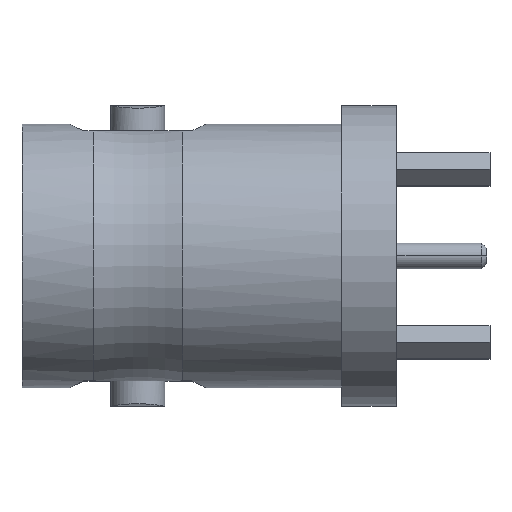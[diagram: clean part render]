
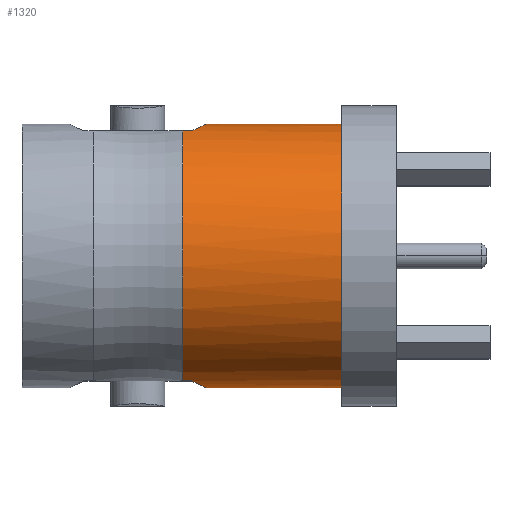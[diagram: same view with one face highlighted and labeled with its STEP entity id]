
A CAD part, top view. The second image highlights one B-rep face of the part: STEP entity #1320.
In plain terms, the highlighted cylindrical face has radius 4.825 mm (diameter 9.65 mm), a partial arc.
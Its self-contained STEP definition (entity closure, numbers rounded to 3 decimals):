
#157=DIRECTION('',(-1.,0.,0.));
#158=VECTOR('',#157,4.96);
#159=CARTESIAN_POINT('',(11.7,-4.825,0.));
#160=LINE('',#159,#158);
#166=DIRECTION('',(-1.,0.,0.));
#167=VECTOR('',#166,4.96);
#168=CARTESIAN_POINT('',(11.7,4.825,0.));
#169=LINE('',#168,#167);
#380=DIRECTION('',(1.,0.,0.));
#381=VECTOR('',#380,0.339);
#382=CARTESIAN_POINT('',(5.876,4.575,1.533));
#383=LINE('',#382,#381);
#384=CARTESIAN_POINT('',(6.74,4.825,0.));
#385=CARTESIAN_POINT('',(6.74,4.825,0.07));
#386=CARTESIAN_POINT('',(6.734,4.822,0.209));
#387=CARTESIAN_POINT('',(6.708,4.808,0.417));
#388=CARTESIAN_POINT('',(6.665,4.786,0.621));
#389=CARTESIAN_POINT('',(6.605,4.756,0.82));
#390=CARTESIAN_POINT('',(6.529,4.719,1.012));
#391=CARTESIAN_POINT('',(6.439,4.676,1.195));
#392=CARTESIAN_POINT('',(6.335,4.628,1.37));
#393=CARTESIAN_POINT('',(6.256,4.593,1.48));
#394=CARTESIAN_POINT('',(6.215,4.575,1.533));
#396=CARTESIAN_POINT('',(11.7,0.,0.));
#397=DIRECTION('',(1.,0.,0.));
#398=DIRECTION('',(0.,1.,0.));
#399=AXIS2_PLACEMENT_3D('',#396,#397,#398);
#401=CARTESIAN_POINT('',(6.215,-4.575,1.533));
#402=CARTESIAN_POINT('',(6.256,-4.593,1.48));
#403=CARTESIAN_POINT('',(6.335,-4.628,1.37));
#404=CARTESIAN_POINT('',(6.439,-4.676,1.195));
#405=CARTESIAN_POINT('',(6.53,-4.719,1.011));
#406=CARTESIAN_POINT('',(6.605,-4.756,0.819));
#407=CARTESIAN_POINT('',(6.665,-4.786,0.621));
#408=CARTESIAN_POINT('',(6.708,-4.808,0.417));
#409=CARTESIAN_POINT('',(6.734,-4.822,0.209));
#410=CARTESIAN_POINT('',(6.74,-4.825,0.07));
#411=CARTESIAN_POINT('',(6.74,-4.825,0.));
#413=DIRECTION('',(1.,0.,0.));
#414=VECTOR('',#413,0.339);
#415=CARTESIAN_POINT('',(5.876,-4.575,1.533));
#416=LINE('',#415,#414);
#417=CARTESIAN_POINT('',(5.876,0.,0.));
#418=DIRECTION('',(1.,0.,0.));
#419=DIRECTION('',(0.,0.948,0.318));
#420=AXIS2_PLACEMENT_3D('',#417,#418,#419);
#798=CARTESIAN_POINT('',(11.7,4.825,0.));
#799=CARTESIAN_POINT('',(11.7,-4.825,0.));
#800=VERTEX_POINT('',#798);
#801=VERTEX_POINT('',#799);
#870=CARTESIAN_POINT('',(5.876,4.575,1.533));
#871=CARTESIAN_POINT('',(6.215,4.575,1.533));
#872=VERTEX_POINT('',#870);
#873=VERTEX_POINT('',#871);
#878=CARTESIAN_POINT('',(5.876,-4.575,1.533));
#879=CARTESIAN_POINT('',(6.215,-4.575,1.533));
#880=VERTEX_POINT('',#878);
#881=VERTEX_POINT('',#879);
#882=VERTEX_POINT('',#384);
#884=VERTEX_POINT('',#411);
#1303=CARTESIAN_POINT('',(-0.685,0.,0.));
#1304=DIRECTION('',(1.,0.,0.));
#1305=DIRECTION('',(0.,-1.,0.));
#1306=AXIS2_PLACEMENT_3D('',#1303,#1304,#1305);
#1307=CYLINDRICAL_SURFACE('',#1306,4.825);
#1308=ORIENTED_EDGE('',*,*,#1124,.T.);
#1309=ORIENTED_EDGE('',*,*,#1104,.F.);
#1310=ORIENTED_EDGE('',*,*,#1080,.F.);
#1312=ORIENTED_EDGE('',*,*,#1311,.T.);
#1313=ORIENTED_EDGE('',*,*,#1076,.T.);
#1315=ORIENTED_EDGE('',*,*,#1314,.F.);
#1316=ORIENTED_EDGE('',*,*,#1236,.F.);
#1317=ORIENTED_EDGE('',*,*,#1280,.F.);
#1318=EDGE_LOOP('',(#1308,#1309,#1310,#1312,#1313,#1315,#1316,#1317));
#1319=FACE_OUTER_BOUND('',#1318,.F.);
#395=B_SPLINE_CURVE_WITH_KNOTS('',3,(#384,#385,#386,#387,#388,#389,#390,#391,
#392,#393,#394),.UNSPECIFIED.,.F.,.F.,(4,1,1,1,1,1,1,1,4),(0.,0.125,0.25,
0.375,0.5,0.625,0.75,0.875,1.),.UNSPECIFIED.);
#400=CIRCLE('',#399,4.825);
#412=B_SPLINE_CURVE_WITH_KNOTS('',3,(#401,#402,#403,#404,#405,#406,#407,#408,
#409,#410,#411),.UNSPECIFIED.,.F.,.F.,(4,1,1,1,1,1,1,1,4),(0.,0.125,0.25,
0.375,0.5,0.625,0.75,0.875,1.),.UNSPECIFIED.);
#421=CIRCLE('',#420,4.825);
#1076=EDGE_CURVE('',#801,#884,#160,.T.);
#1080=EDGE_CURVE('',#800,#882,#169,.T.);
#1104=EDGE_CURVE('',#882,#873,#395,.T.);
#1124=EDGE_CURVE('',#872,#873,#383,.T.);
#1236=EDGE_CURVE('',#880,#881,#416,.T.);
#1280=EDGE_CURVE('',#872,#880,#421,.T.);
#1311=EDGE_CURVE('',#800,#801,#400,.T.);
#1314=EDGE_CURVE('',#881,#884,#412,.T.);
#1320=ADVANCED_FACE('',(#1319),#1307,.T.);
